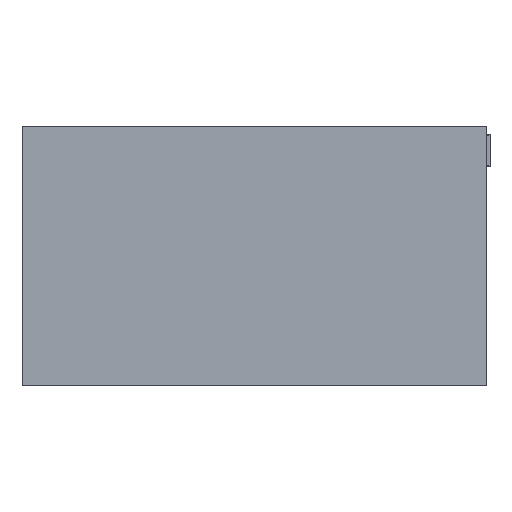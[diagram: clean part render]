
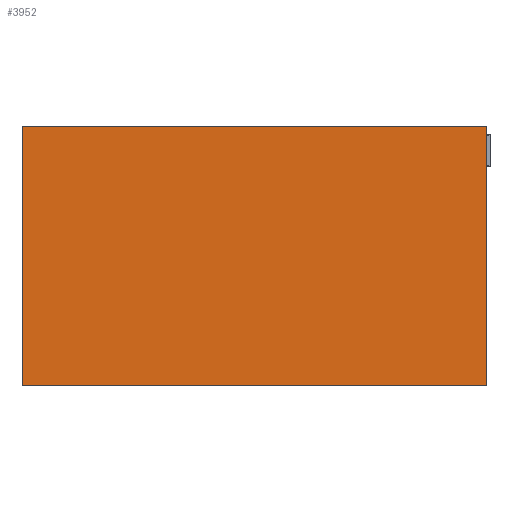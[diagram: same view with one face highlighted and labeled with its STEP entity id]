
A CAD part, left-side view. The second image highlights one B-rep face of the part: STEP entity #3952.
In plain terms, the highlighted planar face has unit normal (-1, 0, 0).
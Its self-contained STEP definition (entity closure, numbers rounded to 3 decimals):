
#3952 = ADVANCED_FACE( '', ( #4493 ), #4494, .F. );
#4493 = FACE_OUTER_BOUND( '', #4832, .T. );
#4494 = PLANE( '', #4833 );
#4832 = EDGE_LOOP( '', ( #5269, #5270, #5271, #5272 ) );
#4833 = AXIS2_PLACEMENT_3D( '', #5273, #5274, #5275 );
#5269 = ORIENTED_EDGE( '', *, *, #7253, .T. );
#5270 = ORIENTED_EDGE( '', *, *, #7254, .F. );
#5271 = ORIENTED_EDGE( '', *, *, #7255, .F. );
#5272 = ORIENTED_EDGE( '', *, *, #7256, .T. );
#5273 = CARTESIAN_POINT( '', ( -266.7, -187.325, 0. ) );
#5274 = DIRECTION( '', ( 1., 0., 0. ) );
#5275 = DIRECTION( '', ( 0., 0., -1. ) );
#7253 = EDGE_CURVE( '', #7560, #7561, #7562, .T. );
#7254 = EDGE_CURVE( '', #7563, #7561, #7564, .T. );
#7255 = EDGE_CURVE( '', #7565, #7563, #7566, .T. );
#7256 = EDGE_CURVE( '', #7565, #7560, #7567, .T. );
#7560 = VERTEX_POINT( '', #7773 );
#7561 = VERTEX_POINT( '', #7774 );
#7562 = LINE( '', #7775, #7776 );
#7563 = VERTEX_POINT( '', #7777 );
#7564 = LINE( '', #7778, #7779 );
#7565 = VERTEX_POINT( '', #7780 );
#7566 = LINE( '', #7781, #7782 );
#7567 = LINE( '', #7783, #7784 );
#7773 = CARTESIAN_POINT( '', ( -266.7, 187.325, 0. ) );
#7774 = CARTESIAN_POINT( '', ( -266.7, 187.325, -209.55 ) );
#7775 = CARTESIAN_POINT( '', ( -266.7, 187.325, 0. ) );
#7776 = VECTOR( '', #8349, 1000. );
#7777 = CARTESIAN_POINT( '', ( -266.7, -187.325, -209.55 ) );
#7778 = CARTESIAN_POINT( '', ( -266.7, -187.325, -209.55 ) );
#7779 = VECTOR( '', #8350, 1000. );
#7780 = CARTESIAN_POINT( '', ( -266.7, -187.325, 0. ) );
#7781 = CARTESIAN_POINT( '', ( -266.7, -187.325, 0. ) );
#7782 = VECTOR( '', #8351, 1000. );
#7783 = CARTESIAN_POINT( '', ( -266.7, -187.325, 0. ) );
#7784 = VECTOR( '', #8352, 1000. );
#8349 = DIRECTION( '', ( 0., 0., -1. ) );
#8350 = DIRECTION( '', ( 0., 1., 0. ) );
#8351 = DIRECTION( '', ( 0., 0., -1. ) );
#8352 = DIRECTION( '', ( 0., 1., 0. ) );
